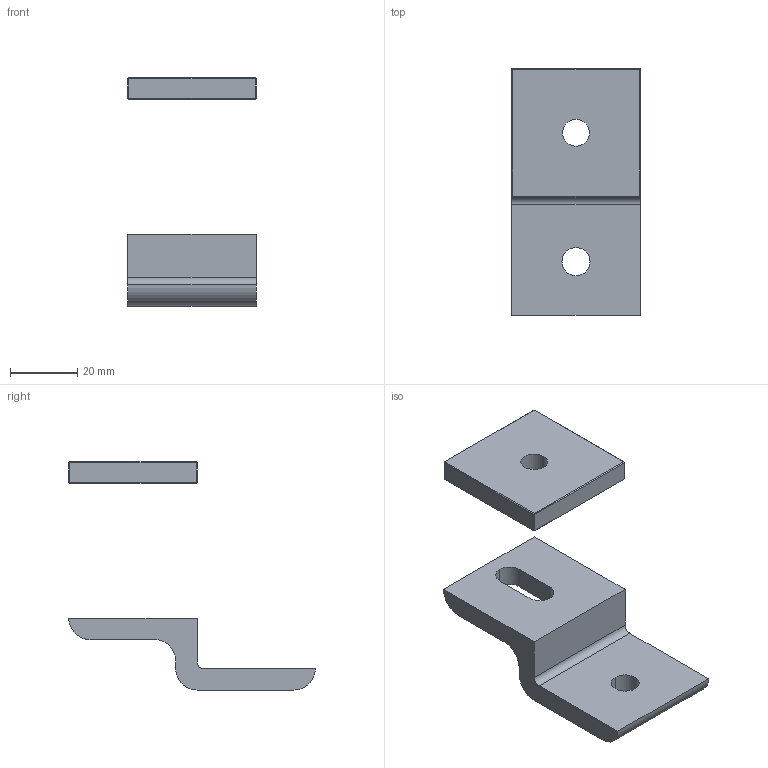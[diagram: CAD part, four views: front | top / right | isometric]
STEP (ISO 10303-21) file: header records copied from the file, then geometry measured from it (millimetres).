
FILE_DESCRIPTION (( 'STEP AP203' ), '1' );
FILE_NAME ('162916.step', '2023-01-11T15:30:26', ( '' ), ( '' ), 'SwSTEP 2.0', 'SolidWorks 2021', '' );
FILE_SCHEMA (( 'CONFIG_CONTROL_DESIGN' ));
Length unit declared in the file: inch
Products named in the file (1): 162916
Bounding box: 38.1 x 73.13 x 67.69 mm (x, y, z)
Volume: 28220.4 mm3; surface area: 11780.8 mm2
Topology: 2 solids, 2 shells, 49 faces, 114 edges, 68 vertices
Faces by surface type: plane 37, cylinder 12
Entity records: 1473 total; most frequent: CARTESIAN_POINT 261, DIRECTION 236, ORIENTED_EDGE 228, EDGE_CURVE 114, LINE 86, VECTOR 86, AXIS2_PLACEMENT_3D 75, VERTEX_POINT 68
